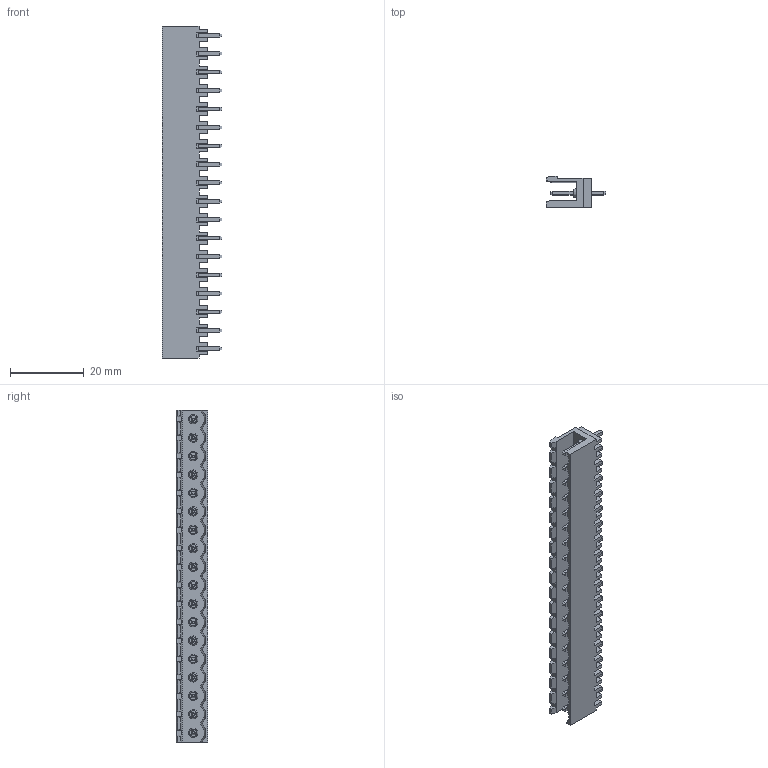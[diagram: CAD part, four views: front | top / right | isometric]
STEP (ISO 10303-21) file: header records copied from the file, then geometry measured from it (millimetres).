
FILE_DESCRIPTION(('STEP AP214'),'1');
FILE_NAME('PV18-5-V.stp','2021-03-31T15:24:00',(' '),(' '),'Spatial InterOp 3D',' ',' ');
FILE_SCHEMA(('automotive_design'));
Length unit declared in the file: metre
Products named in the file (1): 1
Bounding box: 16.2 x 8.5 x 90 mm (x, y, z)
Volume: 3881 mm3; surface area: 7353.3 mm2
Topology: 1 solids, 1 shells, 921 faces, 2334 edges, 1490 vertices
Faces by surface type: plane 862, cone 36, cylinder 22, extrusion 1
Entity records: 34122 total; most frequent: CARTESIAN_POINT 4818, ORIENTED_EDGE 4596, DIRECTION 4201, EDGE_CURVE 2298, VECTOR 2163, LINE 2162, VERTEX_POINT 1472, AXIS2_PLACEMENT_3D 1019
